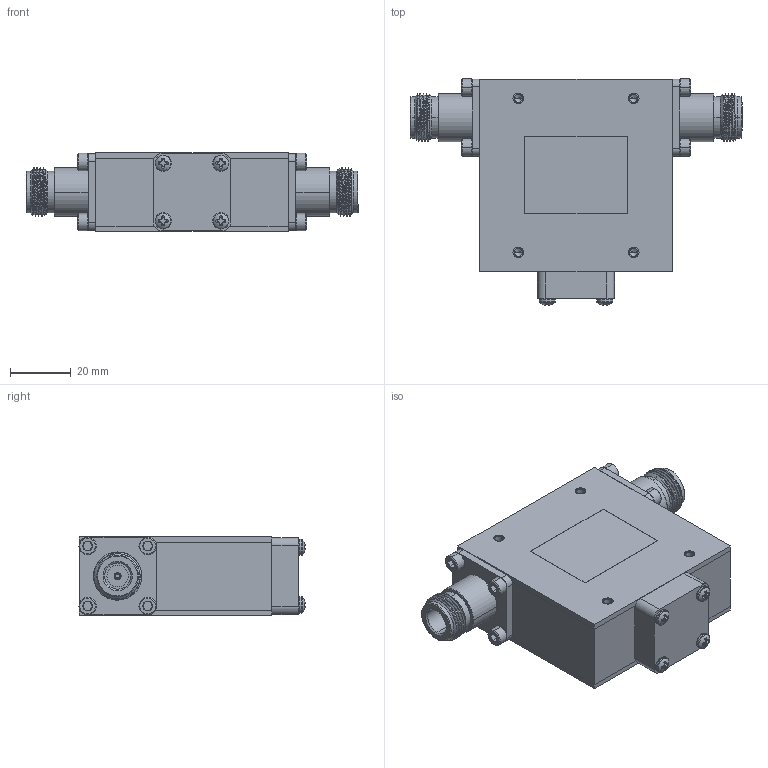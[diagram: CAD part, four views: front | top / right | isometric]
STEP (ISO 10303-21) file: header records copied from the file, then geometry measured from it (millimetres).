
FILE_DESCRIPTION (( 'STEP AP214' ), '1' );
FILE_NAME ('SFI3846N_3D.step', '2025-07-29T20:26:14', ( '' ), ( '' ), 'SwSTEP 2.0', 'SolidWorks 2022', '' );
FILE_SCHEMA (( 'AUTOMOTIVE_DESIGN' ));
Length unit declared in the file: inch
Products named in the file (1): SFI3846N_3D
Bounding box: 109.5 x 74.61 x 25.95 mm (x, y, z)
Volume: 120235.8 mm3; surface area: 21891.2 mm2
Topology: 2 solids, 2 shells, 590 faces, 1446 edges, 894 vertices
Faces by surface type: plane 218, cylinder 180, cone 162, torus 16, bspline 10, sphere 4
Entity records: 21171 total; most frequent: CARTESIAN_POINT 7737, ORIENTED_EDGE 2852, DIRECTION 2766, EDGE_CURVE 1426, AXIS2_PLACEMENT_3D 1091, VERTEX_POINT 894, EDGE_LOOP 644, FACE_OUTER_BOUND 590
